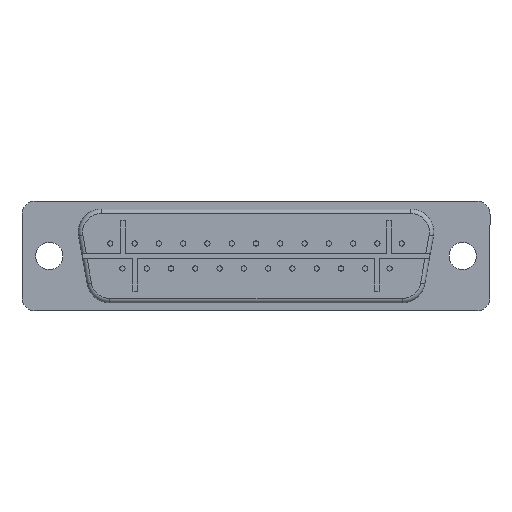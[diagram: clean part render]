
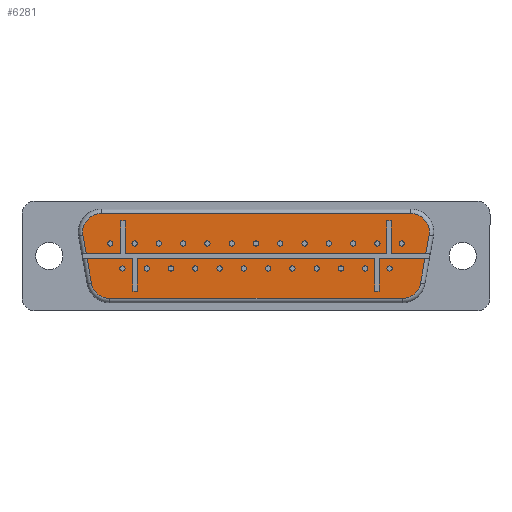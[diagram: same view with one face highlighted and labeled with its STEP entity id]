
A CAD part, front view. The second image highlights one B-rep face of the part: STEP entity #6281.
In plain terms, the highlighted planar face has unit normal (0, -1, 0).
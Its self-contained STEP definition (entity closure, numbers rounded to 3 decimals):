
#6026=CARTESIAN_POINT('',(-16.64,4.928,-5.625));
#6027=VERTEX_POINT('',#6026);
#6034=CARTESIAN_POINT('',(-18.709,4.928,-3.89));
#6035=VERTEX_POINT('',#6034);
#6036=CARTESIAN_POINT('',(-16.64,4.928,-3.525));
#6037=DIRECTION('',(0.,1.0,0.));
#6038=DIRECTION('',(-0.643,0.,-0.766));
#6039=AXIS2_PLACEMENT_3D('',#6036,#6037,#6038);
#6040=CIRCLE('',#6039,2.1);
#6041=EDGE_CURVE('',#6027,#6035,#6040,.T.);
#6065=CARTESIAN_POINT('',(16.64,4.928,-5.625));
#6066=VERTEX_POINT('',#6065);
#6073=CARTESIAN_POINT('',(16.64,4.928,-5.625));
#6074=DIRECTION('',(-1.0,0.0,0.0));
#6075=VECTOR('',#6074,33.281);
#6076=LINE('',#6073,#6075);
#6077=EDGE_CURVE('',#6066,#6027,#6076,.T.);
#6097=CARTESIAN_POINT('',(18.709,4.928,-3.89));
#6098=VERTEX_POINT('',#6097);
#6105=CARTESIAN_POINT('',(16.64,4.928,-3.525));
#6106=DIRECTION('',(0.,1.0,0.));
#6107=DIRECTION('',(0.643,0.,-0.766));
#6108=AXIS2_PLACEMENT_3D('',#6105,#6106,#6107);
#6109=CIRCLE('',#6108,2.1);
#6110=EDGE_CURVE('',#6098,#6066,#6109,.T.);
#6129=CARTESIAN_POINT('',(19.67,4.927,1.56));
#6130=VERTEX_POINT('',#6129);
#6137=CARTESIAN_POINT('',(19.67,4.927,1.56));
#6138=DIRECTION('',(-0.174,0.,-0.985));
#6139=VECTOR('',#6138,5.534);
#6140=LINE('',#6137,#6139);
#6141=EDGE_CURVE('',#6130,#6098,#6140,.T.);
#6161=CARTESIAN_POINT('',(17.601,4.927,4.025));
#6162=VERTEX_POINT('',#6161);
#6169=CARTESIAN_POINT('',(17.601,4.927,1.925));
#6170=DIRECTION('',(0.,1.0,0.));
#6171=DIRECTION('',(0.766,0.,0.643));
#6172=AXIS2_PLACEMENT_3D('',#6169,#6170,#6171);
#6173=CIRCLE('',#6172,2.1);
#6174=EDGE_CURVE('',#6162,#6130,#6173,.T.);
#6193=CARTESIAN_POINT('',(-17.601,4.928,4.025));
#6194=VERTEX_POINT('',#6193);
#6201=CARTESIAN_POINT('',(-17.601,4.928,4.025));
#6202=DIRECTION('',(1.0,0.0,0.0));
#6203=VECTOR('',#6202,35.203);
#6204=LINE('',#6201,#6203);
#6205=EDGE_CURVE('',#6194,#6162,#6204,.T.);
#6225=CARTESIAN_POINT('',(-19.67,4.928,1.56));
#6226=VERTEX_POINT('',#6225);
#6233=CARTESIAN_POINT('',(-17.601,4.928,1.925));
#6234=DIRECTION('',(0.,1.0,0.));
#6235=DIRECTION('',(-0.766,0.,0.643));
#6236=AXIS2_PLACEMENT_3D('',#6233,#6234,#6235);
#6237=CIRCLE('',#6236,2.1);
#6238=EDGE_CURVE('',#6226,#6194,#6237,.T.);
#6256=CARTESIAN_POINT('',(-18.709,4.928,-3.89));
#6257=DIRECTION('',(-0.174,0.,0.985));
#6258=VECTOR('',#6257,5.534);
#6259=LINE('',#6256,#6258);
#6260=EDGE_CURVE('',#6035,#6226,#6259,.T.);
#6266=CARTESIAN_POINT('',(0.,4.928,-0.701));
#6267=DIRECTION('',(0.0,1.0,0.0));
#6268=DIRECTION('',(-1.0,0.0,0.0));
#6269=AXIS2_PLACEMENT_3D('',#6266,#6267,#6268);
#6270=PLANE('',#6269);
#6271=ORIENTED_EDGE('',*,*,#6260,.F.);
#6272=ORIENTED_EDGE('',*,*,#6041,.F.);
#6273=ORIENTED_EDGE('',*,*,#6077,.F.);
#6274=ORIENTED_EDGE('',*,*,#6110,.F.);
#6275=ORIENTED_EDGE('',*,*,#6141,.F.);
#6276=ORIENTED_EDGE('',*,*,#6174,.F.);
#6277=ORIENTED_EDGE('',*,*,#6205,.F.);
#6278=ORIENTED_EDGE('',*,*,#6238,.F.);
#6279=EDGE_LOOP('',(#6271,#6272,#6273,#6274,#6275,#6276,#6277,#6278));
#6280=FACE_OUTER_BOUND('',#6279,.T.);
#6281=ADVANCED_FACE('',(#6280),#6270,.F.);
